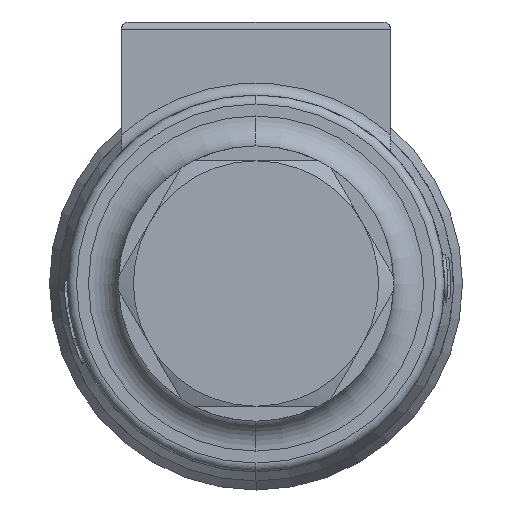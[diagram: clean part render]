
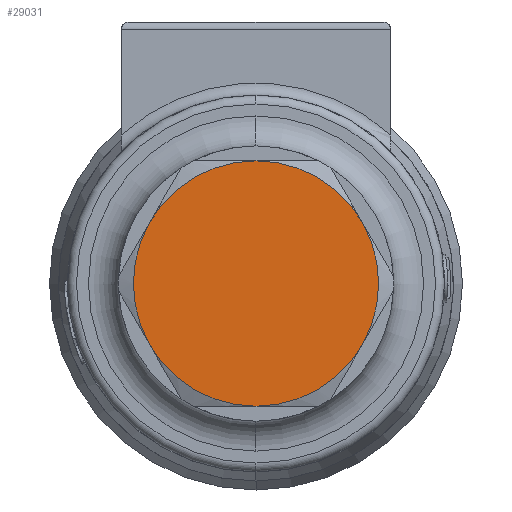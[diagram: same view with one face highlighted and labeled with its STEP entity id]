
A CAD part, left-side view. The second image highlights one B-rep face of the part: STEP entity #29031.
In plain terms, the highlighted planar face has unit normal (-1, 0, 0).
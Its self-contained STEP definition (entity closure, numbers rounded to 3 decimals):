
#240 = CARTESIAN_POINT ( 'NONE',  ( -22., 17.754, -10.25 ) ) ;
#413 = ORIENTED_EDGE ( 'NONE', *, *, #17293, .F. ) ;
#2209 = CIRCLE ( 'NONE', #14323, 20.5 ) ;
#3160 = AXIS2_PLACEMENT_3D ( 'NONE', #31410, #31539, #19985 ) ;
#3819 = DIRECTION ( 'NONE',  ( 1., 0., 0. ) ) ;
#3912 = VERTEX_POINT ( 'NONE', #29791 ) ;
#4590 = ORIENTED_EDGE ( 'NONE', *, *, #26123, .F. ) ;
#4761 = DIRECTION ( 'NONE',  ( 1., 0., 0. ) ) ;
#7418 = AXIS2_PLACEMENT_3D ( 'NONE', #9700, #3819, #20954 ) ;
#7849 = VERTEX_POINT ( 'NONE', #240 ) ;
#8747 = AXIS2_PLACEMENT_3D ( 'NONE', #30226, #13554, #16361 ) ;
#9280 = CIRCLE ( 'NONE', #8747, 20.5 ) ;
#9700 = CARTESIAN_POINT ( 'NONE',  ( -22., 0., 0. ) ) ;
#9818 = AXIS2_PLACEMENT_3D ( 'NONE', #35134, #15764, #35373 ) ;
#10125 = PLANE ( 'NONE',  #16608 ) ;
#10255 = ORIENTED_EDGE ( 'NONE', *, *, #23616, .F. ) ;
#10491 = AXIS2_PLACEMENT_3D ( 'NONE', #14278, #31080, #30568 ) ;
#11395 = EDGE_CURVE ( 'NONE', #7849, #19166, #9280, .T. ) ;
#11890 = CIRCLE ( 'NONE', #7418, 20.5 ) ;
#12608 = FACE_OUTER_BOUND ( 'NONE', #18772, .T. ) ;
#13554 = DIRECTION ( 'NONE',  ( 1., 0., 0. ) ) ;
#14006 = CARTESIAN_POINT ( 'NONE',  ( -22., 0., -20.5 ) ) ;
#14278 = CARTESIAN_POINT ( 'NONE',  ( -22., 0., 0. ) ) ;
#14323 = AXIS2_PLACEMENT_3D ( 'NONE', #18576, #4761, #24287 ) ;
#15315 = ORIENTED_EDGE ( 'NONE', *, *, #25717, .F. ) ;
#15764 = DIRECTION ( 'NONE',  ( 1., 0., 0. ) ) ;
#16069 = VERTEX_POINT ( 'NONE', #33848 ) ;
#16361 = DIRECTION ( 'NONE',  ( 0., 0., -1. ) ) ;
#16608 = AXIS2_PLACEMENT_3D ( 'NONE', #21983, #23901, #32337 ) ;
#17243 = EDGE_CURVE ( 'NONE', #19166, #16069, #25846, .T. ) ;
#17293 = EDGE_CURVE ( 'NONE', #20499, #31455, #11890, .T. ) ;
#18576 = CARTESIAN_POINT ( 'NONE',  ( -22., 0., 0. ) ) ;
#18772 = EDGE_LOOP ( 'NONE', ( #15315, #36154, #25422, #10255, #413, #4590 ) ) ;
#19166 = VERTEX_POINT ( 'NONE', #20293 ) ;
#19985 = DIRECTION ( 'NONE',  ( 0., 0., -1. ) ) ;
#20293 = CARTESIAN_POINT ( 'NONE',  ( -22., 17.754, 10.25 ) ) ;
#20499 = VERTEX_POINT ( 'NONE', #35063 ) ;
#20954 = DIRECTION ( 'NONE',  ( 0., 0., -1. ) ) ;
#21983 = CARTESIAN_POINT ( 'NONE',  ( -22., 0., 0. ) ) ;
#23616 = EDGE_CURVE ( 'NONE', #31455, #7849, #2209, .T. ) ;
#23901 = DIRECTION ( 'NONE',  ( -1., 0., 0. ) ) ;
#24287 = DIRECTION ( 'NONE',  ( 0., 0., -1. ) ) ;
#25422 = ORIENTED_EDGE ( 'NONE', *, *, #11395, .F. ) ;
#25717 = EDGE_CURVE ( 'NONE', #16069, #3912, #34054, .T. ) ;
#25846 = CIRCLE ( 'NONE', #3160, 20.5 ) ;
#26123 = EDGE_CURVE ( 'NONE', #3912, #20499, #32325, .T. ) ;
#29031 = ADVANCED_FACE ( 'NONE', ( #12608 ), #10125, .T. ) ;
#29791 = CARTESIAN_POINT ( 'NONE',  ( -22., -17.754, 10.25 ) ) ;
#30226 = CARTESIAN_POINT ( 'NONE',  ( -22., 0., 0. ) ) ;
#30568 = DIRECTION ( 'NONE',  ( 0., 0., -1. ) ) ;
#31080 = DIRECTION ( 'NONE',  ( 1., 0., 0. ) ) ;
#31410 = CARTESIAN_POINT ( 'NONE',  ( -22., 0., 0. ) ) ;
#31455 = VERTEX_POINT ( 'NONE', #14006 ) ;
#31539 = DIRECTION ( 'NONE',  ( 1., 0., 0. ) ) ;
#32325 = CIRCLE ( 'NONE', #10491, 20.5 ) ;
#32337 = DIRECTION ( 'NONE',  ( 0., 0., 1. ) ) ;
#33848 = CARTESIAN_POINT ( 'NONE',  ( -22., 0., 20.5 ) ) ;
#34054 = CIRCLE ( 'NONE', #9818, 20.5 ) ;
#35063 = CARTESIAN_POINT ( 'NONE',  ( -22., -17.754, -10.25 ) ) ;
#35134 = CARTESIAN_POINT ( 'NONE',  ( -22., 0., 0. ) ) ;
#35373 = DIRECTION ( 'NONE',  ( 0., 0., -1. ) ) ;
#36154 = ORIENTED_EDGE ( 'NONE', *, *, #17243, .F. ) ;
